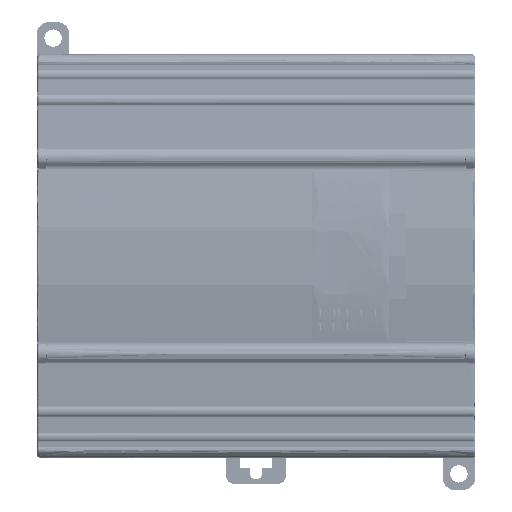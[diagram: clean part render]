
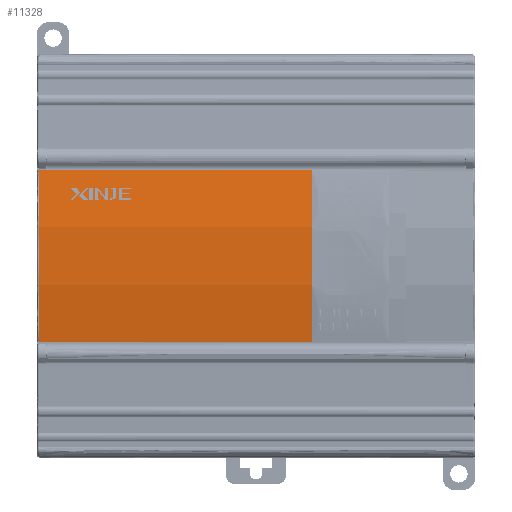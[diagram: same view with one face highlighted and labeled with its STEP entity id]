
A CAD part, front view. The second image highlights one B-rep face of the part: STEP entity #11328.
In plain terms, the highlighted cylindrical face has radius 128 mm (diameter 256 mm), a partial arc.
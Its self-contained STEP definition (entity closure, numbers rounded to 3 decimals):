
#6572=CYLINDRICAL_SURFACE('',#146196,128.);
#11328=ADVANCED_FACE('',(#15936),#6572,.T.);
#15936=FACE_OUTER_BOUND('',#21039,.T.);
#21039=EDGE_LOOP('',(#61771,#61772,#61773,#61774,#61775,#61776));
#61771=ORIENTED_EDGE('',*,*,#87909,.F.);
#61772=ORIENTED_EDGE('',*,*,#87965,.F.);
#61773=ORIENTED_EDGE('',*,*,#87919,.F.);
#61774=ORIENTED_EDGE('',*,*,#87923,.F.);
#61775=ORIENTED_EDGE('',*,*,#87924,.F.);
#61776=ORIENTED_EDGE('',*,*,#87987,.F.);
#87909=EDGE_CURVE('',#140342,#140367,#114892,.T.);
#87919=EDGE_CURVE('',#140371,#140317,#114902,.T.);
#87923=EDGE_CURVE('',#140372,#140371,#114906,.T.);
#87924=EDGE_CURVE('',#140322,#140372,#114907,.T.);
#87965=EDGE_CURVE('',#140317,#140342,#114947,.T.);
#87987=EDGE_CURVE('',#140367,#140322,#114966,.T.);
#114892=B_SPLINE_CURVE_WITH_KNOTS('',3,(#313984,#313985,#313986,#313987,
#313988,#313989),.UNSPECIFIED.,.F.,.F.,(4,2,4),(0.,21.343,42.687),
 .UNSPECIFIED.);
#114902=B_SPLINE_CURVE_WITH_KNOTS('',3,(#314026,#314027,#314028,#314029),
 .UNSPECIFIED.,.F.,.F.,(4,4),(0.,1.92),.UNSPECIFIED.);
#114906=B_SPLINE_CURVE_WITH_KNOTS('',3,(#314064,#314065,#314066,#314067,
#314068),.UNSPECIFIED.,.F.,.F.,(4,1,4),(0.,21.368,42.736),
 .UNSPECIFIED.);
#114907=B_SPLINE_CURVE_WITH_KNOTS('',3,(#314069,#314070,#314071,#314072),
 .UNSPECIFIED.,.F.,.F.,(4,4),(0.,1.92),.UNSPECIFIED.);
#114947=B_SPLINE_CURVE_WITH_KNOTS('',3,(#314236,#314237,#314238,#314239,
#314240,#314241,#314242),.UNSPECIFIED.,.F.,.F.,(4,3,4),(0.,25.893,
65.66),.UNSPECIFIED.);
#114966=B_SPLINE_CURVE_WITH_KNOTS('',3,(#314360,#314361,#314362,#314363,
#314364,#314365,#314366),.UNSPECIFIED.,.F.,.F.,(4,3,4),(0.,39.766,
65.66),.UNSPECIFIED.);
#140317=VERTEX_POINT('',#268919);
#140322=VERTEX_POINT('',#268924);
#140342=VERTEX_POINT('',#268944);
#140367=VERTEX_POINT('',#268969);
#140371=VERTEX_POINT('',#268973);
#140372=VERTEX_POINT('',#268974);
#146196=AXIS2_PLACEMENT_3D('',#261644,#150358,$);
#150358=DIRECTION('',(1.,0.,0.));
#261644=CARTESIAN_POINT('',(28.046,164.139,89.145));
#268919=CARTESIAN_POINT('',(-3.825,37.901,110.303));
#268924=CARTESIAN_POINT('',(-3.825,37.921,67.863));
#268944=CARTESIAN_POINT('',(61.834,37.9,110.303));
#268969=CARTESIAN_POINT('',(61.834,37.921,67.863));
#268973=CARTESIAN_POINT('',(-5.745,37.901,110.303));
#268974=CARTESIAN_POINT('',(-5.745,37.921,67.863));
#313984=CARTESIAN_POINT('',(61.834,37.9,110.303));
#313985=CARTESIAN_POINT('',(61.834,36.723,103.279));
#313986=CARTESIAN_POINT('',(61.834,36.136,96.204));
#313987=CARTESIAN_POINT('',(61.834,36.143,81.96));
#313988=CARTESIAN_POINT('',(61.834,36.737,74.887));
#313989=CARTESIAN_POINT('',(61.834,37.921,67.863));
#314026=CARTESIAN_POINT('',(-5.745,37.901,110.303));
#314027=CARTESIAN_POINT('',(-5.105,37.901,110.303));
#314028=CARTESIAN_POINT('',(-4.465,37.901,110.303));
#314029=CARTESIAN_POINT('',(-3.825,37.901,110.303));
#314064=CARTESIAN_POINT('',(-5.745,37.921,67.863));
#314065=CARTESIAN_POINT('',(-5.745,36.74,74.87));
#314066=CARTESIAN_POINT('',(-5.745,35.546,89.082));
#314067=CARTESIAN_POINT('',(-5.745,36.726,103.295));
#314068=CARTESIAN_POINT('',(-5.745,37.901,110.303));
#314069=CARTESIAN_POINT('',(-3.825,37.921,67.863));
#314070=CARTESIAN_POINT('',(-4.465,37.921,67.863));
#314071=CARTESIAN_POINT('',(-5.105,37.922,67.863));
#314072=CARTESIAN_POINT('',(-5.745,37.921,67.863));
#314236=CARTESIAN_POINT('',(-3.825,37.901,110.303));
#314237=CARTESIAN_POINT('',(4.806,37.901,110.303));
#314238=CARTESIAN_POINT('',(13.437,37.9,110.303));
#314239=CARTESIAN_POINT('',(22.068,37.9,110.303));
#314240=CARTESIAN_POINT('',(35.323,37.9,110.303));
#314241=CARTESIAN_POINT('',(48.579,37.9,110.303));
#314242=CARTESIAN_POINT('',(61.834,37.9,110.303));
#314360=CARTESIAN_POINT('',(61.834,37.921,67.863));
#314361=CARTESIAN_POINT('',(48.579,37.921,67.863));
#314362=CARTESIAN_POINT('',(35.323,37.921,67.863));
#314363=CARTESIAN_POINT('',(22.068,37.921,67.863));
#314364=CARTESIAN_POINT('',(13.437,37.921,67.863));
#314365=CARTESIAN_POINT('',(4.806,37.921,67.863));
#314366=CARTESIAN_POINT('',(-3.825,37.921,67.863));
